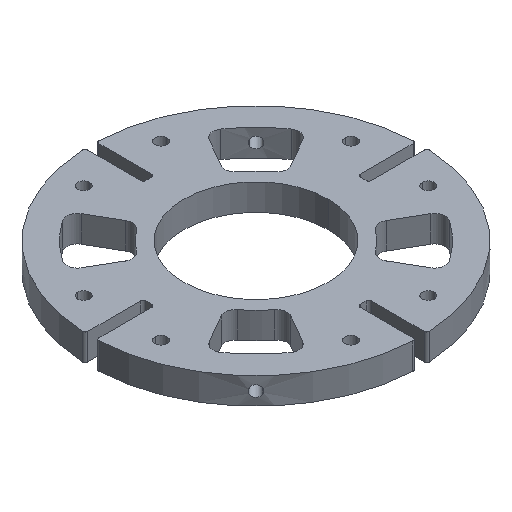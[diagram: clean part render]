
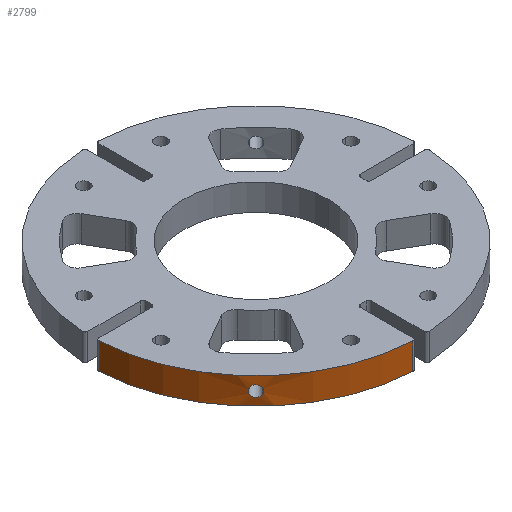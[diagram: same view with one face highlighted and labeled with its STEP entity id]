
A CAD part, isometric view. The second image highlights one B-rep face of the part: STEP entity #2799.
In plain terms, the highlighted cylindrical face has radius 62.5 mm (diameter 125 mm), a partial arc.
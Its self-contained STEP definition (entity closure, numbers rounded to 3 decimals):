
#63=CARTESIAN_POINT('Vertex',(-45.458,-42.893,0.991)) ;
#86=CARTESIAN_POINT('Vertex',(-42.893,-45.458,-0.991)) ;
#90=CARTESIAN_POINT('Control Point',(-45.458,-42.893,0.991)) ;
#91=CARTESIAN_POINT('Control Point',(-45.284,-43.077,1.455)) ;
#92=CARTESIAN_POINT('Control Point',(-45.007,-43.369,1.838)) ;
#93=CARTESIAN_POINT('Control Point',(-44.648,-43.741,2.076)) ;
#94=CARTESIAN_POINT('Control Point',(-44.063,-44.329,2.16)) ;
#95=CARTESIAN_POINT('Control Point',(-43.526,-44.853,1.871)) ;
#96=CARTESIAN_POINT('Control Point',(-43.358,-45.015,1.734)) ;
#97=CARTESIAN_POINT('Control Point',(-42.924,-45.431,1.237)) ;
#98=CARTESIAN_POINT('Control Point',(-42.682,-45.657,0.504)) ;
#99=CARTESIAN_POINT('Control Point',(-42.638,-45.697,-0.032)) ;
#100=CARTESIAN_POINT('Control Point',(-42.717,-45.624,-0.548)) ;
#101=CARTESIAN_POINT('Control Point',(-42.893,-45.458,-0.991)) ;
#125=CARTESIAN_POINT('Control Point',(-42.893,-45.458,-0.991)) ;
#126=CARTESIAN_POINT('Control Point',(-43.077,-45.284,-1.455)) ;
#127=CARTESIAN_POINT('Control Point',(-43.369,-45.007,-1.838)) ;
#128=CARTESIAN_POINT('Control Point',(-43.741,-44.648,-2.076)) ;
#129=CARTESIAN_POINT('Control Point',(-44.329,-44.063,-2.16)) ;
#130=CARTESIAN_POINT('Control Point',(-44.853,-43.526,-1.871)) ;
#131=CARTESIAN_POINT('Control Point',(-45.015,-43.358,-1.734)) ;
#132=CARTESIAN_POINT('Control Point',(-45.431,-42.924,-1.237)) ;
#133=CARTESIAN_POINT('Control Point',(-45.657,-42.682,-0.504)) ;
#134=CARTESIAN_POINT('Control Point',(-45.697,-42.638,0.032)) ;
#135=CARTESIAN_POINT('Control Point',(-45.624,-42.717,0.548)) ;
#136=CARTESIAN_POINT('Control Point',(-45.458,-42.893,0.991)) ;
#270=CARTESIAN_POINT('Vertex',(-62.421,-3.15,5.)) ;
#273=CARTESIAN_POINT('Axis2P3D Location',(0.,0.,5.)) ;
#277=CARTESIAN_POINT('Vertex',(-3.15,-62.421,5.)) ;
#2436=CARTESIAN_POINT('Line Origine',(-3.15,-62.421,0.)) ;
#2440=CARTESIAN_POINT('Vertex',(-3.15,-62.421,-5.)) ;
#2466=CARTESIAN_POINT('Vertex',(-62.421,-3.15,-5.)) ;
#2469=CARTESIAN_POINT('Line Origine',(-62.421,-3.15,0.)) ;
#2631=CARTESIAN_POINT('Axis2P3D Location',(0.,0.,-5.)) ;
#2784=CARTESIAN_POINT('Axis2P3D Location',(0.,0.,0.)) ;
#274=DIRECTION('Axis2P3D Direction',(0.,0.,1.)) ;
#2437=DIRECTION('Vector Direction',(0.,0.,-1.)) ;
#2470=DIRECTION('Vector Direction',(0.,0.,1.)) ;
#2632=DIRECTION('Axis2P3D Direction',(0.,0.,1.)) ;
#2785=DIRECTION('Axis2P3D Direction',(0.,0.,1.)) ;
#2786=DIRECTION('Axis2P3D XDirection',(1.,0.,0.)) ;
#275=AXIS2_PLACEMENT_3D('Circle Axis2P3D',#273,#274,$) ;
#2633=AXIS2_PLACEMENT_3D('Circle Axis2P3D',#2631,#2632,$) ;
#2787=AXIS2_PLACEMENT_3D('Cylinder Axis2P3D',#2784,#2785,#2786) ;
#2790=ORIENTED_EDGE('',*,*,#2635,.T.) ;
#2791=ORIENTED_EDGE('',*,*,#2442,.T.) ;
#2792=ORIENTED_EDGE('',*,*,#279,.F.) ;
#2793=ORIENTED_EDGE('',*,*,#2473,.T.) ;
#2796=ORIENTED_EDGE('',*,*,#102,.T.) ;
#2797=ORIENTED_EDGE('',*,*,#137,.T.) ;
#2798=FACE_BOUND('',#2795,.T.) ;
#2438=VECTOR('Line Direction',#2437,1.) ;
#2471=VECTOR('Line Direction',#2470,1.) ;
#2799=ADVANCED_FACE('Corps principal',(#2794,#2798),#2788,.T.) ;
#89=B_SPLINE_CURVE_WITH_KNOTS('',5,(#90,#91,#92,#93,#94,#95,#96,#97,#98,#99,#100,#101),.UNSPECIFIED.,.F.,.U.,(6,3,3,6),(0.,3.74,5.616,9.184),.UNSPECIFIED.) ;
#124=B_SPLINE_CURVE_WITH_KNOTS('',5,(#125,#126,#127,#128,#129,#130,#131,#132,#133,#134,#135,#136),.UNSPECIFIED.,.F.,.U.,(6,3,3,6),(0.,3.74,5.616,9.184),.UNSPECIFIED.) ;
#276=CIRCLE('generated circle',#275,62.5) ;
#2634=CIRCLE('generated circle',#2633,62.5) ;
#2788=CYLINDRICAL_SURFACE('generated cylinder',#2787,62.5) ;
#102=EDGE_CURVE('',#64,#87,#89,.T.) ;
#137=EDGE_CURVE('',#87,#64,#124,.T.) ;
#279=EDGE_CURVE('',#271,#278,#276,.T.) ;
#2442=EDGE_CURVE('',#2441,#278,#2439,.F.) ;
#2473=EDGE_CURVE('',#271,#2467,#2472,.F.) ;
#2635=EDGE_CURVE('',#2467,#2441,#2634,.T.) ;
#2789=EDGE_LOOP('',(#2790,#2791,#2792,#2793)) ;
#2795=EDGE_LOOP('',(#2796,#2797)) ;
#2794=FACE_OUTER_BOUND('',#2789,.T.) ;
#2439=LINE('Line',#2436,#2438) ;
#2472=LINE('Line',#2469,#2471) ;
#64=VERTEX_POINT('',#63) ;
#87=VERTEX_POINT('',#86) ;
#271=VERTEX_POINT('',#270) ;
#278=VERTEX_POINT('',#277) ;
#2441=VERTEX_POINT('',#2440) ;
#2467=VERTEX_POINT('',#2466) ;
